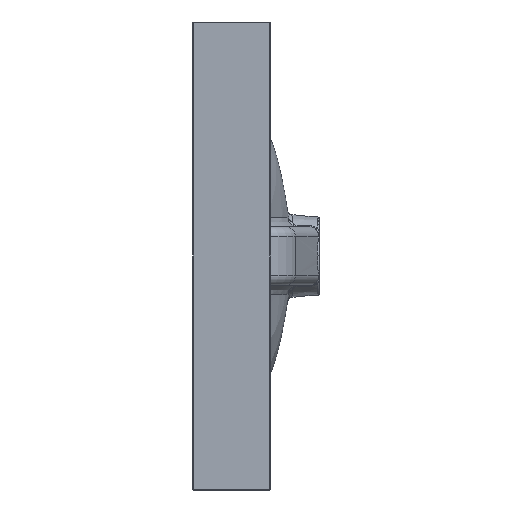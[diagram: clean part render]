
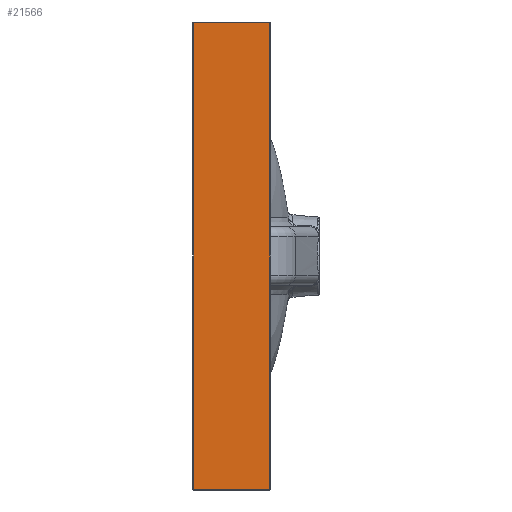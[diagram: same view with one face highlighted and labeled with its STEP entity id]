
A CAD part, left-side view. The second image highlights one B-rep face of the part: STEP entity #21566.
In plain terms, the highlighted planar face has unit normal (-1, 0, 0).
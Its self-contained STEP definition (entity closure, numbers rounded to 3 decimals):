
#5360=DIRECTION('',(0.,0.,1.));
#5361=VECTOR('',#5360,478.);
#5362=CARTESIAN_POINT('',(-450.,-1.,-239.));
#5363=LINE('',#5362,#5361);
#5364=DIRECTION('',(0.,1.,0.));
#5365=VECTOR('',#5364,78.);
#5366=CARTESIAN_POINT('',(-450.,-79.,239.));
#5367=LINE('',#5366,#5365);
#5368=DIRECTION('',(0.,0.,-1.));
#5369=VECTOR('',#5368,478.);
#5370=CARTESIAN_POINT('',(-450.,-79.,239.));
#5371=LINE('',#5370,#5369);
#5372=DIRECTION('',(0.,-1.,0.));
#5373=VECTOR('',#5372,78.);
#5374=CARTESIAN_POINT('',(-450.,-1.,-239.));
#5375=LINE('',#5374,#5373);
#8397=CARTESIAN_POINT('',(-450.,-1.,-239.));
#8398=VERTEX_POINT('',#8397);
#8401=CARTESIAN_POINT('',(-450.,-1.,239.));
#8402=VERTEX_POINT('',#8401);
#8427=CARTESIAN_POINT('',(-450.,-79.,239.));
#8428=VERTEX_POINT('',#8427);
#8431=CARTESIAN_POINT('',(-450.,-79.,-239.));
#8432=VERTEX_POINT('',#8431);
#21553=CARTESIAN_POINT('',(-450.,-9.,0.));
#21554=DIRECTION('',(-1.,0.,0.));
#21555=DIRECTION('',(0.,0.,1.));
#21556=AXIS2_PLACEMENT_3D('',#21553,#21554,#21555);
#21557=PLANE('',#21556);
#21558=ORIENTED_EDGE('',*,*,#21546,.T.);
#21559=ORIENTED_EDGE('',*,*,#21522,.F.);
#21561=ORIENTED_EDGE('',*,*,#21560,.T.);
#21563=ORIENTED_EDGE('',*,*,#21562,.F.);
#21564=EDGE_LOOP('',(#21558,#21559,#21561,#21563));
#21565=FACE_OUTER_BOUND('',#21564,.F.);
#21566=ADVANCED_FACE('',(#21565),#21557,.T.);
#21522=EDGE_CURVE('',#8428,#8402,#5367,.T.);
#21546=EDGE_CURVE('',#8398,#8402,#5363,.T.);
#21560=EDGE_CURVE('',#8428,#8432,#5371,.T.);
#21562=EDGE_CURVE('',#8398,#8432,#5375,.T.);
